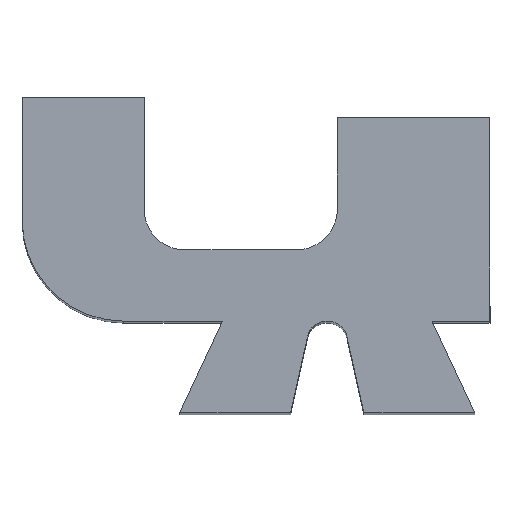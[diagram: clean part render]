
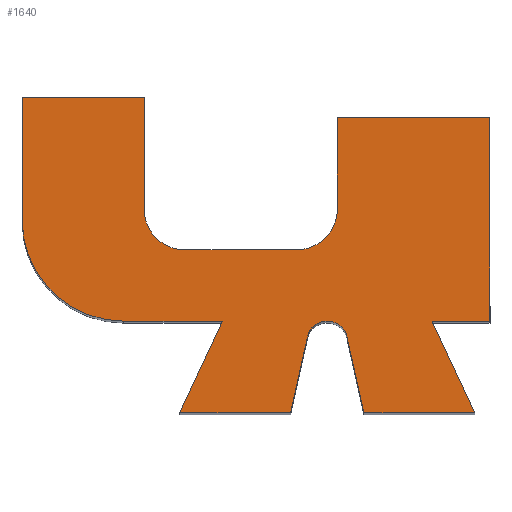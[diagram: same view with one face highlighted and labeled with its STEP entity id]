
A CAD part, top view. The second image highlights one B-rep face of the part: STEP entity #1640.
In plain terms, the highlighted face is planar.
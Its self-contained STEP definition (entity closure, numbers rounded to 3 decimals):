
#10=CARTESIAN_POINT('',(55.548,66.957,-28.5));
#20=DIRECTION('',(0.,-1.,0.));
#30=DIRECTION('',(0.,0.,-1.));
#40=AXIS2_PLACEMENT_3D('',#10,#20,#30);
#50=PLANE('',#40);
#60=CARTESIAN_POINT('',(27.154,66.957,
-33.245));
#70=DIRECTION('',(0.976,0.,
0.216));
#80=VECTOR('',#70,1.);
#90=LINE('',#60,#80);
#100=CARTESIAN_POINT('',(56.204,66.957,
-26.805));
#110=VERTEX_POINT('',#100);
#120=CARTESIAN_POINT('',(56.948,66.957,-26.64));
#130=VERTEX_POINT('',#120);
#140=EDGE_CURVE('',#110,#130,#90,.T.);
#150=ORIENTED_EDGE('',*,*,#140,.T.);
#160=CARTESIAN_POINT('',(56.248,66.957,-27.));
#170=DIRECTION('',(0.,-1.,0.));
#180=DIRECTION('',(-1.,0.,0.));
#190=AXIS2_PLACEMENT_3D('',#160,#170,#180);
#200=CIRCLE('',#190,0.2);
#210=CARTESIAN_POINT('',(56.204,66.957,
-27.195));
#220=VERTEX_POINT('',#210);
#230=EDGE_CURVE('',#110,#220,#200,.T.);
#240=ORIENTED_EDGE('',*,*,#230,.F.);
#250=CARTESIAN_POINT('',(27.154,66.957,
-20.755));
#260=DIRECTION('',(-0.976,0.,
0.216));
#270=VECTOR('',#260,1.);
#280=LINE('',#250,#270);
#290=CARTESIAN_POINT('',(56.948,66.957,-27.36));
#300=VERTEX_POINT('',#290);
#310=EDGE_CURVE('',#300,#220,#280,.T.);
#320=ORIENTED_EDGE('',*,*,#310,.T.);
#330=CARTESIAN_POINT('',(56.948,66.957,-4.559));
#340=DIRECTION('',(0.,0.,1.));
#350=VECTOR('',#340,1.);
#360=LINE('',#330,#350);
#370=CARTESIAN_POINT('',(56.948,66.957,-28.45));
#380=VERTEX_POINT('',#370);
#390=EDGE_CURVE('',#380,#300,#360,.T.);
#400=ORIENTED_EDGE('',*,*,#390,.T.);
#410=CARTESIAN_POINT('',(27.154,66.957,
-14.557));
#420=DIRECTION('',(0.906,0.,
-0.423));
#430=VECTOR('',#420,1.);
#440=LINE('',#410,#430);
#450=CARTESIAN_POINT('',(56.048,66.957,-28.03));
#460=VERTEX_POINT('',#450);
#470=EDGE_CURVE('',#460,#380,#440,.T.);
#480=ORIENTED_EDGE('',*,*,#470,.T.);
#490=CARTESIAN_POINT('',(56.048,66.957,-4.559));
#500=DIRECTION('',(0.,0.,1.));
#510=VECTOR('',#500,1.);
#520=LINE('',#490,#510);
#530=CARTESIAN_POINT('',(56.048,66.957,-29.));
#540=VERTEX_POINT('',#530);
#550=EDGE_CURVE('',#540,#460,#520,.T.);
#560=ORIENTED_EDGE('',*,*,#550,.T.);
#570=CARTESIAN_POINT('',(55.048,66.957,-29.));
#580=DIRECTION('',(0.,1.,0.));
#590=DIRECTION('',(0.,0.,1.));
#600=AXIS2_PLACEMENT_3D('',#570,#580,#590);
#610=CIRCLE('',#600,1.);
#620=CARTESIAN_POINT('',(55.048,66.957,-30.));
#630=VERTEX_POINT('',#620);
#640=EDGE_CURVE('',#540,#630,#610,.T.);
#650=ORIENTED_EDGE('',*,*,#640,.F.);
#660=CARTESIAN_POINT('',(27.154,66.957,
-30.));
#670=DIRECTION('',(1.,0.,0.));
#680=VECTOR('',#670,1.);
#690=LINE('',#660,#680);
#700=CARTESIAN_POINT('',(53.848,66.957,-30.));
#710=VERTEX_POINT('',#700);
#720=EDGE_CURVE('',#710,#630,#690,.T.);
#730=ORIENTED_EDGE('',*,*,#720,.T.);
#740=CARTESIAN_POINT('',(53.848,66.957,-4.559));
#750=DIRECTION('',(0.,0.,1.));
#760=VECTOR('',#750,1.);
#770=LINE('',#740,#760);
#780=CARTESIAN_POINT('',(53.848,66.957,-28.8));
#790=VERTEX_POINT('',#780);
#800=EDGE_CURVE('',#710,#790,#770,.T.);
#810=ORIENTED_EDGE('',*,*,#800,.F.);
#820=CARTESIAN_POINT('',(27.154,66.957,
-28.8));
#830=DIRECTION('',(-1.,0.,0.));
#840=VECTOR('',#830,1.);
#850=LINE('',#820,#840);
#860=CARTESIAN_POINT('',(54.948,66.957,-28.8));
#870=VERTEX_POINT('',#860);
#880=EDGE_CURVE('',#870,#790,#850,.T.);
#890=ORIENTED_EDGE('',*,*,#880,.T.);
#900=CARTESIAN_POINT('',(54.948,66.957,-28.4));
#910=DIRECTION('',(0.,-1.,0.));
#920=DIRECTION('',(-0.,0.,-1.));
#930=AXIS2_PLACEMENT_3D('',#900,#910,#920);
#940=CIRCLE('',#930,0.4);
#950=CARTESIAN_POINT('',(55.348,66.957,-28.4));
#960=VERTEX_POINT('',#950);
#970=EDGE_CURVE('',#870,#960,#940,.T.);
#980=ORIENTED_EDGE('',*,*,#970,.F.);
#990=CARTESIAN_POINT('',(55.348,66.957,-4.559));
#1000=DIRECTION('',(0.,0.,1.));
#1010=VECTOR('',#1000,1.);
#1020=LINE('',#990,#1010);
#1030=CARTESIAN_POINT('',(55.348,66.957,-27.3))
;
#1040=VERTEX_POINT('',#1030);
#1050=EDGE_CURVE('',#960,#1040,#1020,.T.);
#1060=ORIENTED_EDGE('',*,*,#1050,.F.);
#1070=CARTESIAN_POINT('',(54.948,66.957,-27.3))
;
#1080=DIRECTION('',(0.,-1.,0.));
#1090=DIRECTION('',(-0.,0.,-1.));
#1100=AXIS2_PLACEMENT_3D('',#1070,#1080,#1090);
#1110=CIRCLE('',#1100,0.4);
#1120=CARTESIAN_POINT('',(54.948,66.957,-26.9))
;
#1130=VERTEX_POINT('',#1120);
#1140=EDGE_CURVE('',#1040,#1130,#1110,.T.);
#1150=ORIENTED_EDGE('',*,*,#1140,.F.);
#1160=CARTESIAN_POINT('',(27.154,66.957,
-26.9));
#1170=DIRECTION('',(1.,0.,0.));
#1180=VECTOR('',#1170,1.);
#1190=LINE('',#1160,#1180);
#1200=CARTESIAN_POINT('',(54.048,66.957,-26.9))
;
#1210=VERTEX_POINT('',#1200);
#1220=EDGE_CURVE('',#1210,#1130,#1190,.T.);
#1230=ORIENTED_EDGE('',*,*,#1220,.T.);
#1240=CARTESIAN_POINT('',(54.048,66.957,-4.559))
;
#1250=DIRECTION('',(0.,0.,1.));
#1260=VECTOR('',#1250,1.);
#1270=LINE('',#1240,#1260);
#1280=CARTESIAN_POINT('',(54.048,66.957,-25.4))
;
#1290=VERTEX_POINT('',#1280);
#1300=EDGE_CURVE('',#1210,#1290,#1270,.T.);
#1310=ORIENTED_EDGE('',*,*,#1300,.F.);
#1320=CARTESIAN_POINT('',(27.154,66.957,
-25.4));
#1330=DIRECTION('',(1.,0.,0.));
#1340=VECTOR('',#1330,1.);
#1350=LINE('',#1320,#1340);
#1360=CARTESIAN_POINT('',(56.048,66.957,-25.4))
;
#1370=VERTEX_POINT('',#1360);
#1380=EDGE_CURVE('',#1290,#1370,#1350,.T.);
#1390=ORIENTED_EDGE('',*,*,#1380,.F.);
#1400=CARTESIAN_POINT('',(56.048,66.957,-4.559))
;
#1410=DIRECTION('',(0.,0.,-1.));
#1420=VECTOR('',#1410,1.);
#1430=LINE('',#1400,#1420);
#1440=CARTESIAN_POINT('',(56.048,66.957,-25.97))
;
#1450=VERTEX_POINT('',#1440);
#1460=EDGE_CURVE('',#1370,#1450,#1430,.T.);
#1470=ORIENTED_EDGE('',*,*,#1460,.F.);
#1480=CARTESIAN_POINT('',(27.154,66.957,
-39.443));
#1490=DIRECTION('',(0.906,0.,
0.423));
#1500=VECTOR('',#1490,1.);
#1510=LINE('',#1480,#1500);
#1520=CARTESIAN_POINT('',(56.948,66.957,-25.55));
#1530=VERTEX_POINT('',#1520);
#1540=EDGE_CURVE('',#1450,#1530,#1510,.T.);
#1550=ORIENTED_EDGE('',*,*,#1540,.F.);
#1560=CARTESIAN_POINT('',(56.948,66.957,-4.559))
;
#1570=DIRECTION('',(0.,0.,1.));
#1580=VECTOR('',#1570,1.);
#1590=LINE('',#1560,#1580);
#1600=EDGE_CURVE('',#130,#1530,#1590,.T.);
#1610=ORIENTED_EDGE('',*,*,#1600,.T.);
#1620=EDGE_LOOP('',(#1610,#1550,#1470,#1390,#1310,#1230,#1150,#1060,#980
,#890,#810,#730,#650,#560,#480,#400,#320,#240,#150));
#1630=FACE_OUTER_BOUND('',#1620,.T.);
#1640=ADVANCED_FACE('',(#1630),#50,.T.);
